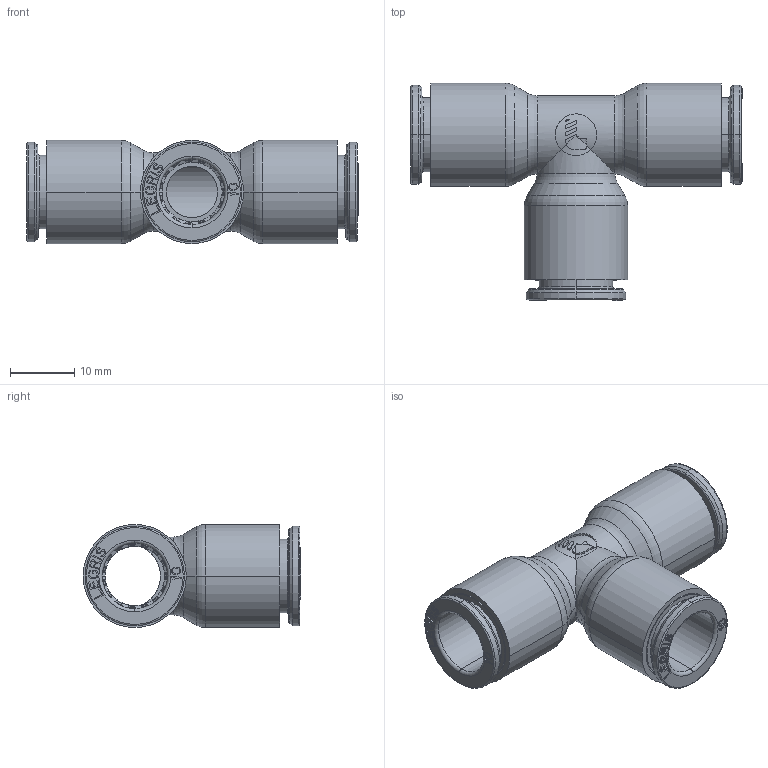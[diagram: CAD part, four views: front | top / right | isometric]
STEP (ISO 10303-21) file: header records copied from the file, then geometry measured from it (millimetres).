
FILE_DESCRIPTION(('STEP AP214'),'1');
FILE_NAME('6804_10_00.stp','2016-07-07T14:40:46',('TraceParts'),('TraceParts S.A.'),'Spatial InterOp 3D',' ',' ');
FILE_SCHEMA(('automotive_design'));
Length unit declared in the file: millimetre
Products named in the file (16): V804-10-00_ASM|Next assembly relationship#44110-19_ASM|Next assembly relationship#44110-32;44110-32; V804-10-00_ASM|Next assembly relationship#44110-19_ASM|Next assembly relationship#44110;44110; V804-10-00_ASM|Next assembly relationship#44110-19_ASM|Next assembly relationship#44110-30;44110-30; V804-10-00_ASM|Next assembly relationship#44110-19_ASM|Next assembly relationship#44110-40;44110-40; V804-10-00_ASM|Next assembly relationship#44520-04;44520-04; V804-10-00_ASM|Next assembly relationship#44110-11-10-ASM;44110-11-10-ASM
Bounding box: 51.8 x 33.95 x 16.1 mm (x, y, z)
Volume: 6160.5 mm3; surface area: 12798 mm2
Topology: 16 solids, 16 shells, 1971 faces, 4981 edges, 3103 vertices
Faces by surface type: plane 817, cylinder 335, torus 297, bspline 270, cone 252
Entity records: 69032 total; most frequent: CARTESIAN_POINT 22650, ORIENTED_EDGE 9962, DIRECTION 9074, EDGE_CURVE 4981, AXIS2_PLACEMENT_3D 3111, VERTEX_POINT 3103, LINE 2852, VECTOR 2852
